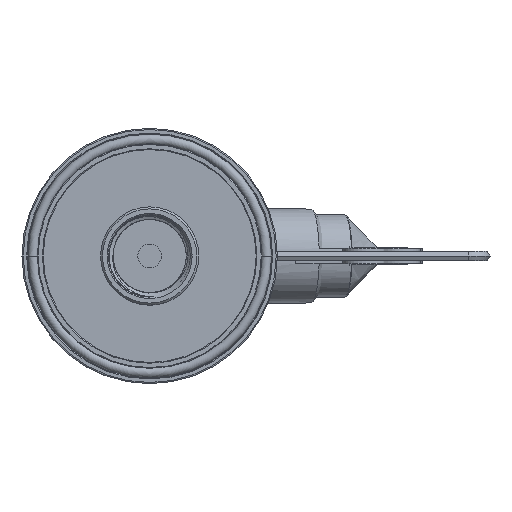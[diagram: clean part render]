
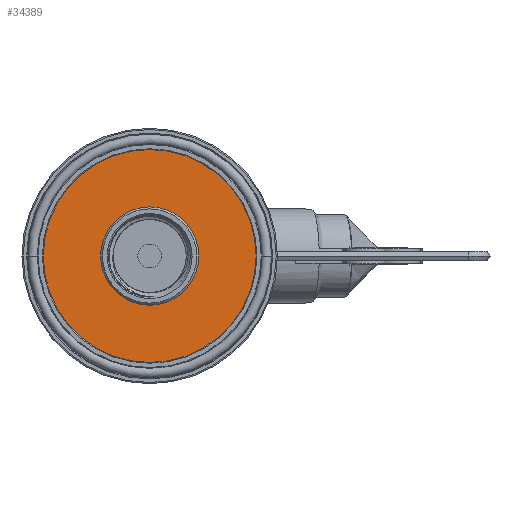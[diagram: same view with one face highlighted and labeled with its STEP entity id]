
A CAD part, left-side view. The second image highlights one B-rep face of the part: STEP entity #34389.
In plain terms, the highlighted face is planar.
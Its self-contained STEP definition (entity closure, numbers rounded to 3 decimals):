
#34034=CARTESIAN_POINT('',(0.,2.2,0.));
#34035=DIRECTION('',(0.,1.,0.));
#34036=DIRECTION('',(1.,0.,0.));
#34037=AXIS2_PLACEMENT_3D('',#34034,#34035,#34036);
#34039=CARTESIAN_POINT('',(0.,2.2,0.));
#34040=DIRECTION('',(0.,1.,0.));
#34041=DIRECTION('',(-1.,0.,0.));
#34042=AXIS2_PLACEMENT_3D('',#34039,#34040,#34041);
#34053=CARTESIAN_POINT('',(0.,2.2,0.));
#34054=DIRECTION('',(0.,-1.,0.));
#34055=DIRECTION('',(1.,0.,0.));
#34056=AXIS2_PLACEMENT_3D('',#34053,#34054,#34055);
#34299=CARTESIAN_POINT('',(0.,2.2,0.));
#34300=DIRECTION('',(0.,1.,0.));
#34301=DIRECTION('',(1.,0.,0.));
#34302=AXIS2_PLACEMENT_3D('',#34299,#34300,#34301);
#34304=CARTESIAN_POINT('',(27.1,2.2,0.));
#34305=CARTESIAN_POINT('',(-27.1,2.2,0.));
#34306=VERTEX_POINT('',#34304);
#34307=VERTEX_POINT('',#34305);
#34348=CARTESIAN_POINT('',(9.3,2.2,0.));
#34349=CARTESIAN_POINT('',(-9.3,2.2,0.));
#34350=VERTEX_POINT('',#34348);
#34351=VERTEX_POINT('',#34349);
#34372=CARTESIAN_POINT('',(0.,2.2,0.));
#34373=DIRECTION('',(0.,1.,0.));
#34374=DIRECTION('',(1.,0.,0.));
#34375=AXIS2_PLACEMENT_3D('',#34372,#34373,#34374);
#34376=PLANE('',#34375);
#34378=ORIENTED_EDGE('',*,*,#34377,.F.);
#34380=ORIENTED_EDGE('',*,*,#34379,.T.);
#34381=EDGE_LOOP('',(#34378,#34380));
#34382=FACE_OUTER_BOUND('',#34381,.F.);
#34384=ORIENTED_EDGE('',*,*,#34383,.F.);
#34386=ORIENTED_EDGE('',*,*,#34385,.F.);
#34387=EDGE_LOOP('',(#34384,#34386));
#34388=FACE_BOUND('',#34387,.F.);
#34389=ADVANCED_FACE('',(#34382,#34388),#34376,.F.);
#34038=CIRCLE('',#34037,9.3);
#34043=CIRCLE('',#34042,9.3);
#34057=CIRCLE('',#34056,27.1);
#34303=CIRCLE('',#34302,27.1);
#34377=EDGE_CURVE('',#34306,#34307,#34057,.T.);
#34379=EDGE_CURVE('',#34306,#34307,#34303,.T.);
#34383=EDGE_CURVE('',#34350,#34351,#34038,.T.);
#34385=EDGE_CURVE('',#34351,#34350,#34043,.T.);
